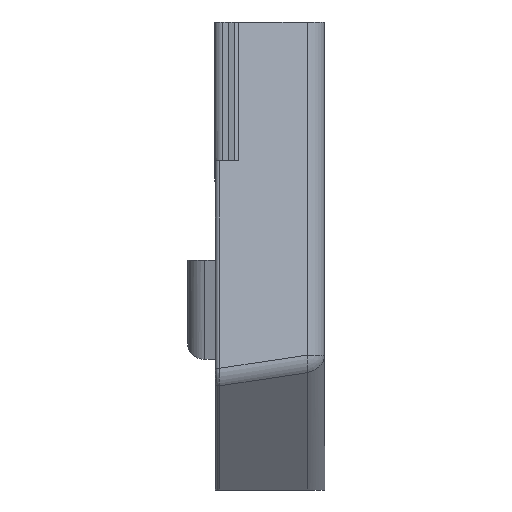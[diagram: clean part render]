
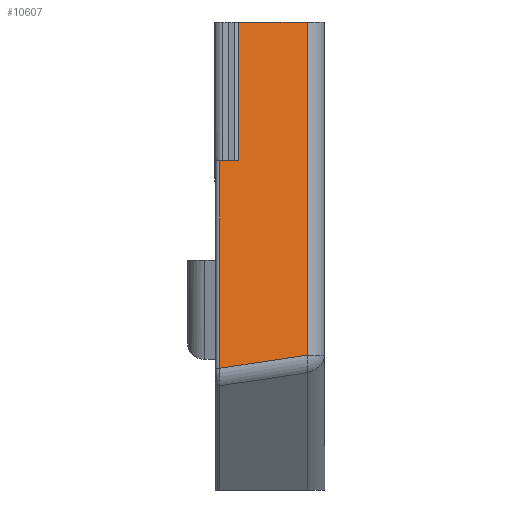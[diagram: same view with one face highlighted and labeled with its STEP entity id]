
A CAD part, left-side view. The second image highlights one B-rep face of the part: STEP entity #10607.
In plain terms, the highlighted planar face has unit normal (-0.94, -0.342, 0).
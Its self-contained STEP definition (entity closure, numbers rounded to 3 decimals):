
#4137 = PLANE('',#4138);
#4138 = AXIS2_PLACEMENT_3D('',#4139,#4140,#4141);
#4139 = CARTESIAN_POINT('',(-47.5,-1.5,-42.));
#4140 = DIRECTION('',(-0.,-0.,-1.));
#4141 = DIRECTION('',(-1.,0.,0.));
#4164 = CYLINDRICAL_SURFACE('',#4165,1.);
#4165 = AXIS2_PLACEMENT_3D('',#4166,#4167,#4168);
#4166 = CARTESIAN_POINT('',(-90.072,-1.5,0.));
#4167 = DIRECTION('',(0.,0.,-1.));
#4168 = DIRECTION('',(0.,1.,0.));
#4487 = PLANE('',#4488);
#4488 = AXIS2_PLACEMENT_3D('',#4489,#4490,#4491);
#4489 = CARTESIAN_POINT('',(-73.125,-22.879,
    0.));
#4490 = DIRECTION('',(0.,0.,1.));
#4491 = DIRECTION('',(0.,1.,0.));
#4515 = CYLINDRICAL_SURFACE('',#4516,8.);
#4516 = AXIS2_PLACEMENT_3D('',#4517,#4518,#4519);
#4517 = CARTESIAN_POINT('',(-73.887,-25.5,0.));
#4518 = DIRECTION('',(0.,0.,-1.));
#4519 = DIRECTION('',(-0.94,-0.342,0.
    ));
#4853 = CYLINDRICAL_SURFACE('',#4854,8.);
#4854 = AXIS2_PLACEMENT_3D('',#4855,#4856,#4857);
#4855 = CARTESIAN_POINT('',(-84.13,2.643,
    -104.947));
#4856 = DIRECTION('',(0.339,-0.93,0.14));
#4857 = DIRECTION('',(-0.94,-0.342,0.
    ));
#7374 = VERTEX_POINT('',#7375);
#7375 = CARTESIAN_POINT('',(-91.012,-1.842,
    -104.684));
#7616 = VERTEX_POINT('',#7617);
#7617 = CARTESIAN_POINT('',(-91.012,-1.842,-42.));
#7639 = EDGE_CURVE('',#7616,#7374,#7640,.T.);
#7640 = SURFACE_CURVE('',#7641,(#7645,#7652),.PCURVE_S1.);
#7641 = LINE('',#7642,#7643);
#7642 = CARTESIAN_POINT('',(-91.012,-1.842,
    0.));
#7643 = VECTOR('',#7644,1.);
#7644 = DIRECTION('',(0.,0.,-1.));
#7645 = PCURVE('',#4164,#7646);
#7646 = DEFINITIONAL_REPRESENTATION('',(#7647),#7651);
#7647 = LINE('',#7648,#7649);
#7648 = CARTESIAN_POINT('',(-1.92,0.));
#7649 = VECTOR('',#7650,1.);
#7650 = DIRECTION('',(-0.,1.));
#7651 = ( GEOMETRIC_REPRESENTATION_CONTEXT(2) 
PARAMETRIC_REPRESENTATION_CONTEXT() REPRESENTATION_CONTEXT('2D SPACE',''
  ) );
#7652 = PCURVE('',#7653,#7658);
#7653 = PLANE('',#7654);
#7654 = AXIS2_PLACEMENT_3D('',#7655,#7656,#7657);
#7655 = CARTESIAN_POINT('',(-91.5,-0.5,0.));
#7656 = DIRECTION('',(-0.94,-0.342,0.
    ));
#7657 = DIRECTION('',(0.,0.,1.));
#7658 = DEFINITIONAL_REPRESENTATION('',(#7659),#7663);
#7659 = LINE('',#7660,#7661);
#7660 = CARTESIAN_POINT('',(0.,-1.428));
#7661 = VECTOR('',#7662,1.);
#7662 = DIRECTION('',(-1.,0.));
#7663 = ( GEOMETRIC_REPRESENTATION_CONTEXT(2) 
PARAMETRIC_REPRESENTATION_CONTEXT() REPRESENTATION_CONTEXT('2D SPACE',''
  ) );
#7698 = VERTEX_POINT('',#7699);
#7699 = CARTESIAN_POINT('',(-88.952,-7.5,-42.));
#7713 = PLANE('',#7714);
#7714 = AXIS2_PLACEMENT_3D('',#7715,#7716,#7717);
#7715 = CARTESIAN_POINT('',(0.,-7.5,0.));
#7716 = DIRECTION('',(0.,1.,0.));
#7717 = DIRECTION('',(-1.,0.,0.));
#7725 = EDGE_CURVE('',#7698,#7616,#7726,.T.);
#7726 = SURFACE_CURVE('',#7727,(#7731,#7737),.PCURVE_S1.);
#7727 = LINE('',#7728,#7729);
#7728 = CARTESIAN_POINT('',(-88.766,-8.012,-42.));
#7729 = VECTOR('',#7730,1.);
#7730 = DIRECTION('',(-0.342,0.94,0.));
#7731 = PCURVE('',#4137,#7732);
#7732 = DEFINITIONAL_REPRESENTATION('',(#7733),#7736);
#7733 = B_SPLINE_CURVE_WITH_KNOTS('',1,(#7734,#7735),.UNSPECIFIED.,.F.,
  .F.,(2,2),(-0.732,9.375),.PIECEWISE_BEZIER_KNOTS.);
#7734 = CARTESIAN_POINT('',(41.015,-7.2));
#7735 = CARTESIAN_POINT('',(44.472,2.297));
#7736 = ( GEOMETRIC_REPRESENTATION_CONTEXT(2) 
PARAMETRIC_REPRESENTATION_CONTEXT() REPRESENTATION_CONTEXT('2D SPACE',''
  ) );
#7737 = PCURVE('',#7653,#7738);
#7738 = DEFINITIONAL_REPRESENTATION('',(#7739),#7742);
#7739 = B_SPLINE_CURVE_WITH_KNOTS('',1,(#7740,#7741),.UNSPECIFIED.,.F.,
  .F.,(2,2),(-0.732,9.375),.PIECEWISE_BEZIER_KNOTS.);
#7740 = CARTESIAN_POINT('',(-42.,-8.726));
#7741 = CARTESIAN_POINT('',(-42.,1.381));
#7742 = ( GEOMETRIC_REPRESENTATION_CONTEXT(2) 
PARAMETRIC_REPRESENTATION_CONTEXT() REPRESENTATION_CONTEXT('2D SPACE',''
  ) );
#8357 = VERTEX_POINT('',#8358);
#8358 = CARTESIAN_POINT('',(-81.405,-28.236,
    0.));
#8382 = VERTEX_POINT('',#8383);
#8383 = CARTESIAN_POINT('',(-81.405,-28.236,
    -100.705));
#8405 = EDGE_CURVE('',#8357,#8382,#8406,.T.);
#8406 = SURFACE_CURVE('',#8407,(#8411,#8418),.PCURVE_S1.);
#8407 = LINE('',#8408,#8409);
#8408 = CARTESIAN_POINT('',(-81.405,-28.236,
    0.));
#8409 = VECTOR('',#8410,1.);
#8410 = DIRECTION('',(0.,0.,-1.));
#8411 = PCURVE('',#4515,#8412);
#8412 = DEFINITIONAL_REPRESENTATION('',(#8413),#8417);
#8413 = LINE('',#8414,#8415);
#8414 = CARTESIAN_POINT('',(-0.,0.));
#8415 = VECTOR('',#8416,1.);
#8416 = DIRECTION('',(-0.,1.));
#8417 = ( GEOMETRIC_REPRESENTATION_CONTEXT(2) 
PARAMETRIC_REPRESENTATION_CONTEXT() REPRESENTATION_CONTEXT('2D SPACE',''
  ) );
#8418 = PCURVE('',#7653,#8419);
#8419 = DEFINITIONAL_REPRESENTATION('',(#8420),#8424);
#8420 = LINE('',#8421,#8422);
#8421 = CARTESIAN_POINT('',(0.,-29.516));
#8422 = VECTOR('',#8423,1.);
#8423 = DIRECTION('',(-1.,0.));
#8424 = ( GEOMETRIC_REPRESENTATION_CONTEXT(2) 
PARAMETRIC_REPRESENTATION_CONTEXT() REPRESENTATION_CONTEXT('2D SPACE',''
  ) );
#8678 = EDGE_CURVE('',#7374,#8382,#8679,.T.);
#8679 = SURFACE_CURVE('',#8680,(#8684,#8691),.PCURVE_S1.);
#8680 = LINE('',#8681,#8682);
#8681 = CARTESIAN_POINT('',(-91.648,-0.094,
    -104.947));
#8682 = VECTOR('',#8683,1.);
#8683 = DIRECTION('',(0.339,-0.93,0.14));
#8684 = PCURVE('',#4853,#8685);
#8685 = DEFINITIONAL_REPRESENTATION('',(#8686),#8690);
#8686 = LINE('',#8687,#8688);
#8687 = CARTESIAN_POINT('',(0.,0.));
#8688 = VECTOR('',#8689,1.);
#8689 = DIRECTION('',(0.,1.));
#8690 = ( GEOMETRIC_REPRESENTATION_CONTEXT(2) 
PARAMETRIC_REPRESENTATION_CONTEXT() REPRESENTATION_CONTEXT('2D SPACE',''
  ) );
#8691 = PCURVE('',#7653,#8692);
#8692 = DEFINITIONAL_REPRESENTATION('',(#8693),#8697);
#8693 = LINE('',#8694,#8695);
#8694 = CARTESIAN_POINT('',(-104.947,0.432));
#8695 = VECTOR('',#8696,1.);
#8696 = DIRECTION('',(0.14,-0.99));
#8697 = ( GEOMETRIC_REPRESENTATION_CONTEXT(2) 
PARAMETRIC_REPRESENTATION_CONTEXT() REPRESENTATION_CONTEXT('2D SPACE',''
  ) );
#10607 = ADVANCED_FACE('',(#10608),#7653,.T.);
#10608 = FACE_BOUND('',#10609,.F.);
#10609 = EDGE_LOOP('',(#10610,#10631,#10652,#10653,#10654,#10655));
#10610 = ORIENTED_EDGE('',*,*,#10611,.T.);
#10611 = EDGE_CURVE('',#7698,#10612,#10614,.T.);
#10612 = VERTEX_POINT('',#10613);
#10613 = CARTESIAN_POINT('',(-88.952,-7.5,0.));
#10614 = SURFACE_CURVE('',#10615,(#10619,#10625),.PCURVE_S1.);
#10615 = LINE('',#10616,#10617);
#10616 = CARTESIAN_POINT('',(-88.952,-7.5,0.));
#10617 = VECTOR('',#10618,1.);
#10618 = DIRECTION('',(0.,0.,1.));
#10619 = PCURVE('',#7653,#10620);
#10620 = DEFINITIONAL_REPRESENTATION('',(#10621),#10624);
#10621 = B_SPLINE_CURVE_WITH_KNOTS('',1,(#10622,#10623),.UNSPECIFIED.,
  .F.,.F.,(2,2),(-46.2,4.2),.PIECEWISE_BEZIER_KNOTS.);
#10622 = CARTESIAN_POINT('',(-46.2,-7.449));
#10623 = CARTESIAN_POINT('',(4.2,-7.449));
#10624 = ( GEOMETRIC_REPRESENTATION_CONTEXT(2) 
PARAMETRIC_REPRESENTATION_CONTEXT() REPRESENTATION_CONTEXT('2D SPACE',''
  ) );
#10625 = PCURVE('',#7713,#10626);
#10626 = DEFINITIONAL_REPRESENTATION('',(#10627),#10630);
#10627 = B_SPLINE_CURVE_WITH_KNOTS('',1,(#10628,#10629),.UNSPECIFIED.,
  .F.,.F.,(2,2),(-46.2,4.2),.PIECEWISE_BEZIER_KNOTS.);
#10628 = CARTESIAN_POINT('',(88.952,-46.2));
#10629 = CARTESIAN_POINT('',(88.952,4.2));
#10630 = ( GEOMETRIC_REPRESENTATION_CONTEXT(2) 
PARAMETRIC_REPRESENTATION_CONTEXT() REPRESENTATION_CONTEXT('2D SPACE',''
  ) );
#10631 = ORIENTED_EDGE('',*,*,#10632,.T.);
#10632 = EDGE_CURVE('',#10612,#8357,#10633,.T.);
#10633 = SURFACE_CURVE('',#10634,(#10638,#10645),.PCURVE_S1.);
#10634 = LINE('',#10635,#10636);
#10635 = CARTESIAN_POINT('',(-86.148,-15.204,
    0.));
#10636 = VECTOR('',#10637,1.);
#10637 = DIRECTION('',(0.342,-0.94,0.
    ));
#10638 = PCURVE('',#7653,#10639);
#10639 = DEFINITIONAL_REPRESENTATION('',(#10640),#10644);
#10640 = LINE('',#10641,#10642);
#10641 = CARTESIAN_POINT('',(0.,-15.647));
#10642 = VECTOR('',#10643,1.);
#10643 = DIRECTION('',(0.,-1.));
#10644 = ( GEOMETRIC_REPRESENTATION_CONTEXT(2) 
PARAMETRIC_REPRESENTATION_CONTEXT() REPRESENTATION_CONTEXT('2D SPACE',''
  ) );
#10645 = PCURVE('',#4487,#10646);
#10646 = DEFINITIONAL_REPRESENTATION('',(#10647),#10651);
#10647 = LINE('',#10648,#10649);
#10648 = CARTESIAN_POINT('',(7.675,13.023));
#10649 = VECTOR('',#10650,1.);
#10650 = DIRECTION('',(-0.94,-0.342));
#10651 = ( GEOMETRIC_REPRESENTATION_CONTEXT(2) 
PARAMETRIC_REPRESENTATION_CONTEXT() REPRESENTATION_CONTEXT('2D SPACE',''
  ) );
#10652 = ORIENTED_EDGE('',*,*,#8405,.T.);
#10653 = ORIENTED_EDGE('',*,*,#8678,.F.);
#10654 = ORIENTED_EDGE('',*,*,#7639,.F.);
#10655 = ORIENTED_EDGE('',*,*,#7725,.F.);
